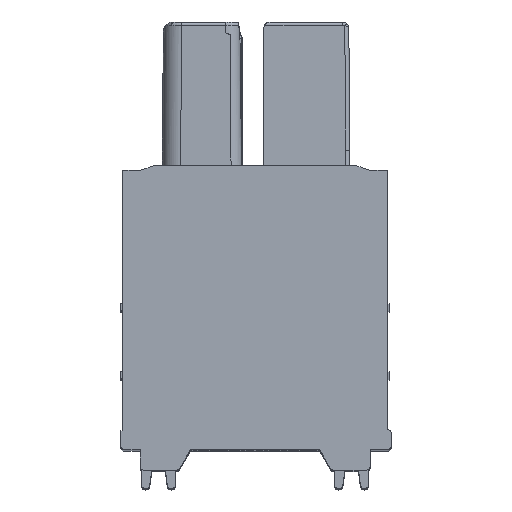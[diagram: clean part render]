
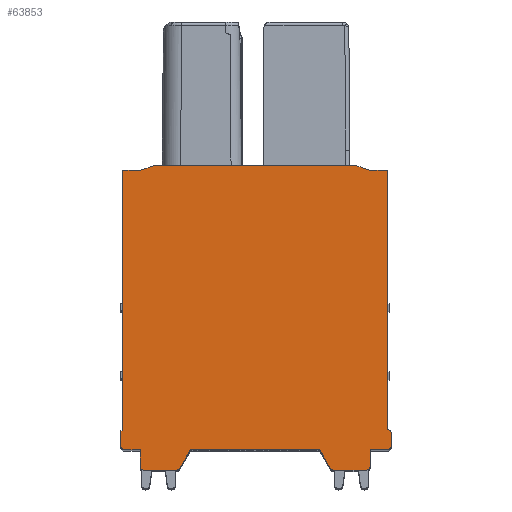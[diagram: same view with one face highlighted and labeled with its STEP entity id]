
A CAD part, top view. The second image highlights one B-rep face of the part: STEP entity #63853.
In plain terms, the highlighted planar face has unit normal (0, 0, 1).
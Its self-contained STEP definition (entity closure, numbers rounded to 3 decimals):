
#129=DIRECTION('',(0.,1.,0.));
#130=VECTOR('',#129,12.749);
#131=CARTESIAN_POINT('',(13.02,1.001,30.15));
#132=LINE('',#131,#130);
#2845=DIRECTION('',(0.,1.,0.));
#2846=VECTOR('',#2845,0.597);
#2847=CARTESIAN_POINT('',(13.21,0.2,30.15));
#2848=LINE('',#2847,#2846);
#2857=DIRECTION('',(1.,0.,0.));
#2858=VECTOR('',#2857,0.84);
#2859=CARTESIAN_POINT('',(12.17,0.,30.15));
#2860=LINE('',#2859,#2858);
#3217=DIRECTION('',(1.,0.,0.));
#3218=VECTOR('',#3217,6.365);
#3219=CARTESIAN_POINT('',(3.327,0.,30.15));
#3220=LINE('',#3219,#3218);
#9245=DIRECTION('',(0.,-1.,0.));
#9246=VECTOR('',#9245,12.789);
#9247=CARTESIAN_POINT('',(0.,13.75,30.15));
#9248=LINE('',#9247,#9246);
#11701=DIRECTION('',(-1.,0.,0.));
#11702=VECTOR('',#11701,0.873);
#11703=CARTESIAN_POINT('',(0.873,13.75,30.15));
#11704=LINE('',#11703,#11702);
#13459=DIRECTION('',(-1.,0.,0.));
#13460=VECTOR('',#13459,0.873);
#13461=CARTESIAN_POINT('',(13.02,13.75,30.15));
#13462=LINE('',#13461,#13460);
#13670=CARTESIAN_POINT('',(0.11,0.2,30.15));
#13671=DIRECTION('',(0.,0.,1.));
#13672=DIRECTION('',(-1.,0.,0.));
#13673=AXIS2_PLACEMENT_3D('',#13670,#13671,#13672);
#13675=DIRECTION('',(0.,1.,0.));
#13676=VECTOR('',#13675,0.737);
#13677=CARTESIAN_POINT('',(-0.09,0.2,30.15));
#13678=LINE('',#13677,#13676);
#13679=DIRECTION('',(0.966,0.259,0.));
#13680=VECTOR('',#13679,0.093);
#13681=CARTESIAN_POINT('',(-0.09,0.937,30.15));
#13682=LINE('',#13681,#13680);
#13683=DIRECTION('',(0.94,0.342,0.));
#13684=VECTOR('',#13683,0.731);
#13685=CARTESIAN_POINT('',(0.873,13.75,30.15));
#13686=LINE('',#13685,#13684);
#13687=DIRECTION('',(1.,0.,0.));
#13688=VECTOR('',#13687,9.9);
#13689=CARTESIAN_POINT('',(1.56,14.,30.15));
#13690=LINE('',#13689,#13688);
#13691=DIRECTION('',(0.94,-0.342,0.));
#13692=VECTOR('',#13691,0.731);
#13693=CARTESIAN_POINT('',(11.46,14.,30.15));
#13694=LINE('',#13693,#13692);
#13695=DIRECTION('',(0.966,-0.259,0.));
#13696=VECTOR('',#13695,0.043);
#13697=CARTESIAN_POINT('',(13.02,1.001,30.15));
#13698=LINE('',#13697,#13696);
#13699=CARTESIAN_POINT('',(13.01,0.797,30.15));
#13700=DIRECTION('',(0.,0.,-1.));
#13701=DIRECTION('',(0.259,0.966,0.));
#13702=AXIS2_PLACEMENT_3D('',#13699,#13700,#13701);
#13704=CARTESIAN_POINT('',(13.01,0.2,30.15));
#13705=DIRECTION('',(0.,0.,-1.));
#13706=DIRECTION('',(1.,0.,0.));
#13707=AXIS2_PLACEMENT_3D('',#13704,#13705,#13706);
#13709=DIRECTION('',(0.,-1.,0.));
#13710=VECTOR('',#13709,0.8);
#13711=CARTESIAN_POINT('',(12.17,0.,30.15));
#13712=LINE('',#13711,#13710);
#13713=CARTESIAN_POINT('',(11.97,-0.8,30.15));
#13714=DIRECTION('',(0.,0.,-1.));
#13715=DIRECTION('',(1.,0.,0.));
#13716=AXIS2_PLACEMENT_3D('',#13713,#13714,#13715);
#13718=DIRECTION('',(-1.,0.,0.));
#13719=VECTOR('',#13718,1.585);
#13720=CARTESIAN_POINT('',(11.97,-1.,30.15));
#13721=LINE('',#13720,#13719);
#13722=CARTESIAN_POINT('',(10.385,-0.8,30.15));
#13723=DIRECTION('',(0.,0.,-1.));
#13724=DIRECTION('',(0.,-1.,0.));
#13725=AXIS2_PLACEMENT_3D('',#13722,#13723,#13724);
#13727=DIRECTION('',(-0.5,0.866,0.));
#13728=VECTOR('',#13727,1.039);
#13729=CARTESIAN_POINT('',(10.212,-0.9,30.15));
#13730=LINE('',#13729,#13728);
#13731=DIRECTION('',(-0.5,-0.866,0.));
#13732=VECTOR('',#13731,1.039);
#13733=CARTESIAN_POINT('',(3.327,0.,30.15));
#13734=LINE('',#13733,#13732);
#13735=CARTESIAN_POINT('',(2.635,-0.8,30.15));
#13736=DIRECTION('',(0.,0.,-1.));
#13737=DIRECTION('',(0.866,-0.5,0.));
#13738=AXIS2_PLACEMENT_3D('',#13735,#13736,#13737);
#13740=DIRECTION('',(-1.,0.,0.));
#13741=VECTOR('',#13740,1.585);
#13742=CARTESIAN_POINT('',(2.635,-1.,30.15));
#13743=LINE('',#13742,#13741);
#13744=CARTESIAN_POINT('',(1.05,-0.8,30.15));
#13745=DIRECTION('',(0.,0.,-1.));
#13746=DIRECTION('',(0.,-1.,0.));
#13747=AXIS2_PLACEMENT_3D('',#13744,#13745,#13746);
#13749=DIRECTION('',(0.,1.,0.));
#13750=VECTOR('',#13749,0.8);
#13751=CARTESIAN_POINT('',(0.85,-0.8,30.15));
#13752=LINE('',#13751,#13750);
#13753=DIRECTION('',(-1.,0.,0.));
#13754=VECTOR('',#13753,0.74);
#13755=CARTESIAN_POINT('',(0.85,0.,30.15));
#13756=LINE('',#13755,#13754);
#37949=CARTESIAN_POINT('',(13.02,1.001,30.15));
#37950=CARTESIAN_POINT('',(13.02,13.75,30.15));
#37951=VERTEX_POINT('',#37949);
#37952=VERTEX_POINT('',#37950);
#38047=CARTESIAN_POINT('',(12.147,13.75,30.15));
#38048=VERTEX_POINT('',#38047);
#38049=CARTESIAN_POINT('',(11.46,14.,30.15));
#38050=VERTEX_POINT('',#38049);
#38051=CARTESIAN_POINT('',(1.56,14.,30.15));
#38052=VERTEX_POINT('',#38051);
#38312=CARTESIAN_POINT('',(0.873,13.75,30.15));
#38313=VERTEX_POINT('',#38312);
#38314=CARTESIAN_POINT('',(0.,13.75,30.15));
#38315=VERTEX_POINT('',#38314);
#38338=CARTESIAN_POINT('',(0.,0.961,30.15));
#38339=VERTEX_POINT('',#38338);
#38413=CARTESIAN_POINT('',(0.85,0.,30.15));
#38415=VERTEX_POINT('',#38413);
#38426=CARTESIAN_POINT('',(3.327,0.,30.15));
#38427=VERTEX_POINT('',#38426);
#38428=CARTESIAN_POINT('',(9.693,0.,30.15));
#38429=VERTEX_POINT('',#38428);
#38496=CARTESIAN_POINT('',(12.17,0.,30.15));
#38497=VERTEX_POINT('',#38496);
#38498=CARTESIAN_POINT('',(13.01,0.,30.15));
#38499=VERTEX_POINT('',#38498);
#38500=CARTESIAN_POINT('',(13.21,0.2,30.15));
#38501=VERTEX_POINT('',#38500);
#38502=CARTESIAN_POINT('',(13.21,0.797,30.15));
#38503=VERTEX_POINT('',#38502);
#38504=CARTESIAN_POINT('',(13.062,0.99,30.15));
#38505=VERTEX_POINT('',#38504);
#38506=CARTESIAN_POINT('',(12.17,-0.8,30.15));
#38507=VERTEX_POINT('',#38506);
#38508=CARTESIAN_POINT('',(11.97,-1.,30.15));
#38509=VERTEX_POINT('',#38508);
#38510=CARTESIAN_POINT('',(10.385,-1.,30.15));
#38511=VERTEX_POINT('',#38510);
#38512=CARTESIAN_POINT('',(10.212,-0.9,30.15));
#38513=VERTEX_POINT('',#38512);
#38514=CARTESIAN_POINT('',(2.808,-0.9,30.15));
#38515=VERTEX_POINT('',#38514);
#38516=CARTESIAN_POINT('',(2.635,-1.,30.15));
#38517=VERTEX_POINT('',#38516);
#38518=CARTESIAN_POINT('',(1.05,-1.,30.15));
#38519=VERTEX_POINT('',#38518);
#38520=CARTESIAN_POINT('',(0.85,-0.8,30.15));
#38521=VERTEX_POINT('',#38520);
#38698=CARTESIAN_POINT('',(-0.09,0.937,30.15));
#38699=VERTEX_POINT('',#38698);
#38700=CARTESIAN_POINT('',(-0.09,0.2,30.15));
#38701=CARTESIAN_POINT('',(0.11,0.,30.15));
#38702=VERTEX_POINT('',#38700);
#38703=VERTEX_POINT('',#38701);
#63809=CARTESIAN_POINT('',(0.,0.,30.15));
#63810=DIRECTION('',(0.,0.,1.));
#63811=DIRECTION('',(1.,0.,0.));
#63812=AXIS2_PLACEMENT_3D('',#63809,#63810,#63811);
#63813=PLANE('',#63812);
#63814=ORIENTED_EDGE('',*,*,#57989,.F.);
#63815=ORIENTED_EDGE('',*,*,#58004,.T.);
#63816=ORIENTED_EDGE('',*,*,#58019,.T.);
#63817=ORIENTED_EDGE('',*,*,#58050,.F.);
#63818=ORIENTED_EDGE('',*,*,#62429,.F.);
#63819=ORIENTED_EDGE('',*,*,#62533,.T.);
#63820=ORIENTED_EDGE('',*,*,#62548,.T.);
#63821=ORIENTED_EDGE('',*,*,#63511,.T.);
#63822=ORIENTED_EDGE('',*,*,#63536,.F.);
#63823=ORIENTED_EDGE('',*,*,#45741,.F.);
#63824=ORIENTED_EDGE('',*,*,#50061,.T.);
#63825=ORIENTED_EDGE('',*,*,#50076,.T.);
#63826=ORIENTED_EDGE('',*,*,#50091,.F.);
#63827=ORIENTED_EDGE('',*,*,#50106,.T.);
#63828=ORIENTED_EDGE('',*,*,#50125,.F.);
#63830=ORIENTED_EDGE('',*,*,#63829,.T.);
#63832=ORIENTED_EDGE('',*,*,#63831,.T.);
#63834=ORIENTED_EDGE('',*,*,#63833,.T.);
#63836=ORIENTED_EDGE('',*,*,#63835,.T.);
#63838=ORIENTED_EDGE('',*,*,#63837,.T.);
#63839=ORIENTED_EDGE('',*,*,#50347,.F.);
#63841=ORIENTED_EDGE('',*,*,#63840,.T.);
#63843=ORIENTED_EDGE('',*,*,#63842,.T.);
#63845=ORIENTED_EDGE('',*,*,#63844,.T.);
#63847=ORIENTED_EDGE('',*,*,#63846,.T.);
#63849=ORIENTED_EDGE('',*,*,#63848,.T.);
#63850=ORIENTED_EDGE('',*,*,#57927,.T.);
#63851=EDGE_LOOP('',(#63814,#63815,#63816,#63817,#63818,#63819,#63820,#63821,
#63822,#63823,#63824,#63825,#63826,#63827,#63828,#63830,#63832,#63834,#63836,
#63838,#63839,#63841,#63843,#63845,#63847,#63849,#63850));
#63852=FACE_OUTER_BOUND('',#63851,.F.);
#63853=ADVANCED_FACE('',(#63852),#63813,.T.);
#13674=CIRCLE('',#13673,0.2);
#13703=CIRCLE('',#13702,0.2);
#13708=CIRCLE('',#13707,0.2);
#13717=CIRCLE('',#13716,0.2);
#13726=CIRCLE('',#13725,0.2);
#13739=CIRCLE('',#13738,0.2);
#13748=CIRCLE('',#13747,0.2);
#45741=EDGE_CURVE('',#37951,#37952,#132,.T.);
#50061=EDGE_CURVE('',#37951,#38505,#13698,.T.);
#50076=EDGE_CURVE('',#38505,#38503,#13703,.T.);
#50091=EDGE_CURVE('',#38501,#38503,#2848,.T.);
#50106=EDGE_CURVE('',#38501,#38499,#13708,.T.);
#50125=EDGE_CURVE('',#38497,#38499,#2860,.T.);
#50347=EDGE_CURVE('',#38427,#38429,#3220,.T.);
#57927=EDGE_CURVE('',#38415,#38703,#13756,.T.);
#57989=EDGE_CURVE('',#38702,#38703,#13674,.T.);
#58004=EDGE_CURVE('',#38702,#38699,#13678,.T.);
#58019=EDGE_CURVE('',#38699,#38339,#13682,.T.);
#58050=EDGE_CURVE('',#38315,#38339,#9248,.T.);
#62429=EDGE_CURVE('',#38313,#38315,#11704,.T.);
#62533=EDGE_CURVE('',#38313,#38052,#13686,.T.);
#62548=EDGE_CURVE('',#38052,#38050,#13690,.T.);
#63511=EDGE_CURVE('',#38050,#38048,#13694,.T.);
#63536=EDGE_CURVE('',#37952,#38048,#13462,.T.);
#63829=EDGE_CURVE('',#38497,#38507,#13712,.T.);
#63831=EDGE_CURVE('',#38507,#38509,#13717,.T.);
#63833=EDGE_CURVE('',#38509,#38511,#13721,.T.);
#63835=EDGE_CURVE('',#38511,#38513,#13726,.T.);
#63837=EDGE_CURVE('',#38513,#38429,#13730,.T.);
#63840=EDGE_CURVE('',#38427,#38515,#13734,.T.);
#63842=EDGE_CURVE('',#38515,#38517,#13739,.T.);
#63844=EDGE_CURVE('',#38517,#38519,#13743,.T.);
#63846=EDGE_CURVE('',#38519,#38521,#13748,.T.);
#63848=EDGE_CURVE('',#38521,#38415,#13752,.T.);
